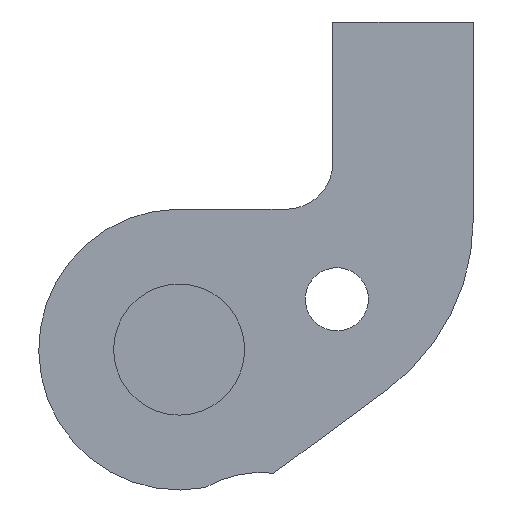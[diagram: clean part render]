
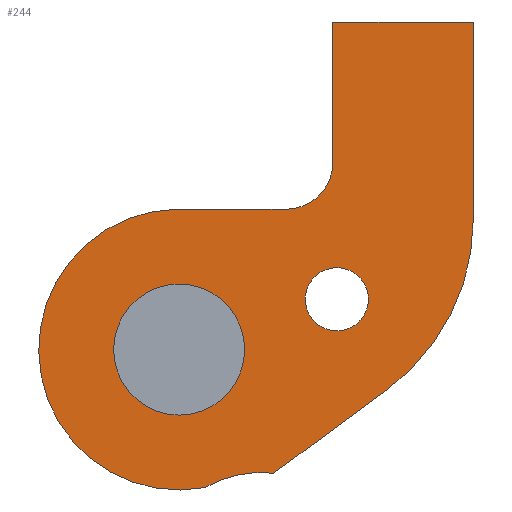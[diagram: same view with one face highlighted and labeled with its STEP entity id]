
A CAD part, front view. The second image highlights one B-rep face of the part: STEP entity #244.
In plain terms, the highlighted planar face has unit normal (0, -1, 0).
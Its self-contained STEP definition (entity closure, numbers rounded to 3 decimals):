
#16=FACE_BOUND('',#48,.T.);
#17=FACE_BOUND('',#49,.T.);
#20=PLANE('',#282);
#32=FACE_OUTER_BOUND('',#47,.T.);
#47=EDGE_LOOP('',(#193,#194,#195,#196,#197,#198,#199,#200,#201));
#48=EDGE_LOOP('',(#202));
#49=EDGE_LOOP('',(#203));
#67=LINE('',#412,#88);
#68=LINE('',#416,#89);
#69=LINE('',#418,#90);
#70=LINE('',#420,#91);
#71=LINE('',#423,#92);
#88=VECTOR('',#338,10.);
#89=VECTOR('',#341,10.);
#90=VECTOR('',#342,10.);
#91=VECTOR('',#343,10.);
#92=VECTOR('',#346,10.);
#100=CIRCLE('',#268,2.8);
#101=CIRCLE('',#271,6.001);
#107=CIRCLE('',#279,4.75);
#108=CIRCLE('',#281,1.35);
#109=CIRCLE('',#283,9.);
#110=CIRCLE('',#284,2.);
#112=VERTEX_POINT('',#371);
#113=VERTEX_POINT('',#376);
#114=VERTEX_POINT('',#377);
#125=VERTEX_POINT('',#403);
#126=VERTEX_POINT('',#407);
#127=VERTEX_POINT('',#411);
#128=VERTEX_POINT('',#413);
#129=VERTEX_POINT('',#415);
#130=VERTEX_POINT('',#417);
#131=VERTEX_POINT('',#419);
#132=VERTEX_POINT('',#421);
#135=EDGE_CURVE('',#112,#112,#100,.T.);
#136=EDGE_CURVE('',#113,#114,#101,.T.);
#150=EDGE_CURVE('',#125,#113,#107,.T.);
#152=EDGE_CURVE('',#126,#126,#108,.T.);
#153=EDGE_CURVE('',#127,#125,#67,.T.);
#154=EDGE_CURVE('',#127,#128,#109,.T.);
#155=EDGE_CURVE('',#128,#129,#68,.T.);
#156=EDGE_CURVE('',#129,#130,#69,.T.);
#157=EDGE_CURVE('',#130,#131,#70,.T.);
#158=EDGE_CURVE('',#131,#132,#110,.T.);
#159=EDGE_CURVE('',#132,#114,#71,.T.);
#193=ORIENTED_EDGE('',*,*,#136,.F.);
#194=ORIENTED_EDGE('',*,*,#150,.F.);
#195=ORIENTED_EDGE('',*,*,#153,.F.);
#196=ORIENTED_EDGE('',*,*,#154,.T.);
#197=ORIENTED_EDGE('',*,*,#155,.T.);
#198=ORIENTED_EDGE('',*,*,#156,.T.);
#199=ORIENTED_EDGE('',*,*,#157,.T.);
#200=ORIENTED_EDGE('',*,*,#158,.T.);
#201=ORIENTED_EDGE('',*,*,#159,.T.);
#202=ORIENTED_EDGE('',*,*,#135,.F.);
#203=ORIENTED_EDGE('',*,*,#152,.F.);
#244=ADVANCED_FACE('',(#32,#16,#17),#20,.T.);
#268=AXIS2_PLACEMENT_3D('',#373,#299,#300);
#271=AXIS2_PLACEMENT_3D('',#378,#305,#306);
#279=AXIS2_PLACEMENT_3D('',#405,#329,#330);
#281=AXIS2_PLACEMENT_3D('',#409,#334,#335);
#282=AXIS2_PLACEMENT_3D('',#410,#336,#337);
#283=AXIS2_PLACEMENT_3D('',#414,#339,#340);
#284=AXIS2_PLACEMENT_3D('',#422,#344,#345);
#299=DIRECTION('center_axis',(0.,-1.,0.));
#300=DIRECTION('ref_axis',(-1.,0.,0.));
#305=DIRECTION('center_axis',(0.,1.,0.));
#306=DIRECTION('ref_axis',(-1.,0.,0.));
#329=DIRECTION('center_axis',(0.,-1.,0.));
#330=DIRECTION('ref_axis',(-1.,0.,0.));
#334=DIRECTION('center_axis',(0.,-1.,0.));
#335=DIRECTION('ref_axis',(-1.,0.,0.));
#336=DIRECTION('center_axis',(0.,-1.,0.));
#337=DIRECTION('ref_axis',(-1.,0.,0.));
#338=DIRECTION('',(-0.805,0.,-0.593));
#339=DIRECTION('center_axis',(0.,-1.,0.));
#340=DIRECTION('ref_axis',(0.893,0.,-0.451));
#341=DIRECTION('',(0.,0.,1.));
#342=DIRECTION('',(-1.,0.,0.));
#343=DIRECTION('',(0.,0.,-1.));
#344=DIRECTION('center_axis',(0.,1.,0.));
#345=DIRECTION('ref_axis',(0.707,0.,-0.707));
#346=DIRECTION('',(-1.,0.,0.));
#371=CARTESIAN_POINT('',(7.8,86.5,-150.));
#373=CARTESIAN_POINT('Origin',(5.,86.5,-150.));
#376=CARTESIAN_POINT('',(6.104,86.5,-155.899));
#377=CARTESIAN_POINT('',(4.888,86.5,-144.));
#378=CARTESIAN_POINT('Origin',(5.,86.5,-150.));
#403=CARTESIAN_POINT('',(9.046,86.5,-155.281));
#405=CARTESIAN_POINT('Origin',(8.5,86.5,-160.));
#407=CARTESIAN_POINT('',(13.09,86.5,-147.849));
#409=CARTESIAN_POINT('Origin',(11.74,86.5,-147.849));
#410=CARTESIAN_POINT('Origin',(-13.715,86.5,-151.75));
#411=CARTESIAN_POINT('',(13.909,86.5,-151.698));
#412=CARTESIAN_POINT('',(17.57,86.5,-149.));
#413=CARTESIAN_POINT('',(17.57,86.5,-144.452));
#414=CARTESIAN_POINT('Origin',(8.57,86.5,-144.452));
#415=CARTESIAN_POINT('',(17.57,86.5,-136.));
#416=CARTESIAN_POINT('',(17.57,86.5,-149.));
#417=CARTESIAN_POINT('',(11.57,86.5,-136.));
#418=CARTESIAN_POINT('',(17.57,86.5,-136.));
#419=CARTESIAN_POINT('',(11.57,86.5,-142.));
#420=CARTESIAN_POINT('',(11.57,86.5,-136.));
#421=CARTESIAN_POINT('',(9.57,86.5,-144.));
#422=CARTESIAN_POINT('Origin',(9.57,86.5,-142.));
#423=CARTESIAN_POINT('',(18.95,86.5,-144.));
